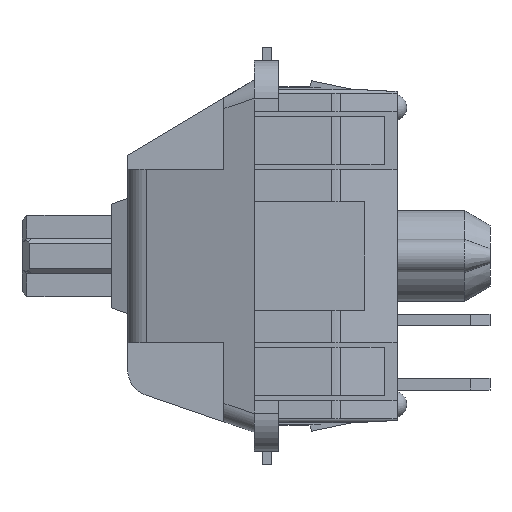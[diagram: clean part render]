
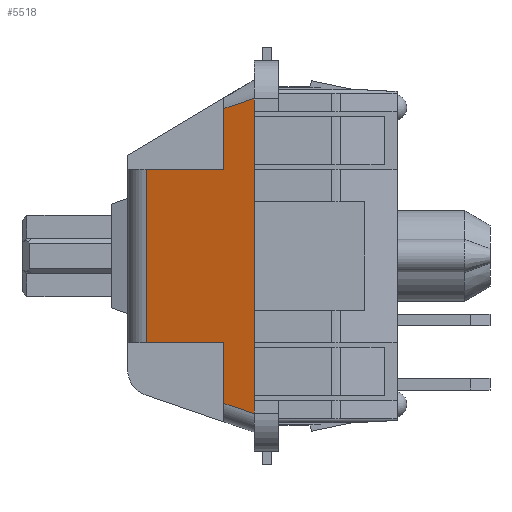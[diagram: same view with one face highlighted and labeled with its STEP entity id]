
A CAD part, left-side view. The second image highlights one B-rep face of the part: STEP entity #5518.
In plain terms, the highlighted planar face has unit normal (-0.961, 0.278, 0).
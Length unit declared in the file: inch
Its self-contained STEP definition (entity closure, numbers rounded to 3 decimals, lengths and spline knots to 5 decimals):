
#21 = DIRECTION ( 'NONE',  ( -0.264, -0.913, -0.312 ) ) ;
#29 = ORIENTED_EDGE ( 'NONE', *, *, #2197, .T. ) ;
#54 = EDGE_CURVE ( 'NONE', #7303, #667, #4695, .T. ) ;
#106 = DIRECTION ( 'NONE',  ( 0.278, 0.961, 0. ) ) ;
#439 = CARTESIAN_POINT ( 'NONE',  ( -0.275, 0.2375, 0.275 ) ) ;
#667 = VERTEX_POINT ( 'NONE', #5730 ) ;
#732 = ORIENTED_EDGE ( 'NONE', *, *, #7323, .F. ) ;
#791 = VECTOR ( 'NONE', #5382, 39.37008 ) ;
#839 = ORIENTED_EDGE ( 'NONE', *, *, #54, .T. ) ;
#1295 = CARTESIAN_POINT ( 'NONE',  ( -0.22619, 0.40612, 0.135 ) ) ;
#1444 = EDGE_CURVE ( 'NONE', #5228, #4849, #3064, .T. ) ;
#1521 = DIRECTION ( 'NONE',  ( 0.264, 0.913, -0.312 ) ) ;
#1873 = AXIS2_PLACEMENT_3D ( 'NONE', #4197, #8180, #106 ) ;
#2087 = DIRECTION ( 'NONE',  ( 0., 0., -1. ) ) ;
#2125 = LINE ( 'NONE', #2969, #7477 ) ;
#2170 = CARTESIAN_POINT ( 'NONE',  ( -0.275, 0.2375, 0.24615 ) ) ;
#2197 = EDGE_CURVE ( 'NONE', #667, #3028, #8876, .T. ) ;
#2270 = LINE ( 'NONE', #439, #4656 ) ;
#2410 = CARTESIAN_POINT ( 'NONE',  ( -0.26125, 0.285, 0.135 ) ) ;
#2565 = ORIENTED_EDGE ( 'NONE', *, *, #1444, .T. ) ;
#2969 = CARTESIAN_POINT ( 'NONE',  ( -0.31717, 0.09181, 0.135 ) ) ;
#3003 = DIRECTION ( 'NONE',  ( 0.278, 0.961, 0. ) ) ;
#3028 = VERTEX_POINT ( 'NONE', #9412 ) ;
#3064 = LINE ( 'NONE', #6265, #6286 ) ;
#3407 = CARTESIAN_POINT ( 'NONE',  ( -0.26125, 0.285, 0.2299 ) ) ;
#3755 = CARTESIAN_POINT ( 'NONE',  ( -0.22619, 0.40612, 0.275 ) ) ;
#4079 = FACE_OUTER_BOUND ( 'NONE', #7776, .T. ) ;
#4197 = CARTESIAN_POINT ( 'NONE',  ( -0.31717, 0.09181, 0.275 ) ) ;
#4509 = VERTEX_POINT ( 'NONE', #1295 ) ;
#4656 = VECTOR ( 'NONE', #2087, 39.37008 ) ;
#4695 = LINE ( 'NONE', #9421, #6679 ) ;
#4700 = CARTESIAN_POINT ( 'NONE',  ( -0.26125, 0.285, 0.275 ) ) ;
#4849 = VERTEX_POINT ( 'NONE', #3407 ) ;
#4941 = EDGE_CURVE ( 'NONE', #4849, #5428, #5455, .T. ) ;
#4992 = PLANE ( 'NONE',  #1873 ) ;
#5228 = VERTEX_POINT ( 'NONE', #2170 ) ;
#5382 = DIRECTION ( 'NONE',  ( 0., 0., -1. ) ) ;
#5428 = VERTEX_POINT ( 'NONE', #2410 ) ;
#5455 = LINE ( 'NONE', #7373, #6203 ) ;
#5485 = DIRECTION ( 'NONE',  ( -0.278, -0.961, 0. ) ) ;
#5518 = ADVANCED_FACE ( 'NONE', ( #4079 ), #4992, .F. ) ;
#5538 = LINE ( 'NONE', #3755, #791 ) ;
#5730 = CARTESIAN_POINT ( 'NONE',  ( -0.26125, 0.285, -0.135 ) ) ;
#6203 = VECTOR ( 'NONE', #7319, 39.37008 ) ;
#6265 = CARTESIAN_POINT ( 'NONE',  ( -0.22857, 0.3979, 0.19127 ) ) ;
#6286 = VECTOR ( 'NONE', #1521, 39.37008 ) ;
#6679 = VECTOR ( 'NONE', #5485, 39.37008 ) ;
#7050 = ORIENTED_EDGE ( 'NONE', *, *, #9132, .T. ) ;
#7191 = CARTESIAN_POINT ( 'NONE',  ( -0.27738, 0.22928, -0.24896 ) ) ;
#7303 = VERTEX_POINT ( 'NONE', #8212 ) ;
#7319 = DIRECTION ( 'NONE',  ( 0., 0., -1. ) ) ;
#7323 = EDGE_CURVE ( 'NONE', #5228, #8371, #2270, .T. ) ;
#7373 = CARTESIAN_POINT ( 'NONE',  ( -0.26125, 0.285, 0.275 ) ) ;
#7477 = VECTOR ( 'NONE', #3003, 39.37008 ) ;
#7755 = ORIENTED_EDGE ( 'NONE', *, *, #4941, .T. ) ;
#7776 = EDGE_LOOP ( 'NONE', ( #7755, #9484, #9198, #839, #29, #7050, #732, #2565 ) ) ;
#8180 = DIRECTION ( 'NONE',  ( 0.961, -0.278, 0. ) ) ;
#8212 = CARTESIAN_POINT ( 'NONE',  ( -0.22619, 0.40612, -0.135 ) ) ;
#8371 = VERTEX_POINT ( 'NONE', #8662 ) ;
#8662 = CARTESIAN_POINT ( 'NONE',  ( -0.275, 0.2375, -0.24615 ) ) ;
#8711 = VECTOR ( 'NONE', #21, 39.37008 ) ;
#8856 = EDGE_CURVE ( 'NONE', #5428, #4509, #2125, .T. ) ;
#8876 = LINE ( 'NONE', #4700, #9619 ) ;
#9132 = EDGE_CURVE ( 'NONE', #3028, #8371, #9346, .T. ) ;
#9198 = ORIENTED_EDGE ( 'NONE', *, *, #9512, .T. ) ;
#9346 = LINE ( 'NONE', #7191, #8711 ) ;
#9412 = CARTESIAN_POINT ( 'NONE',  ( -0.26125, 0.285, -0.2299 ) ) ;
#9421 = CARTESIAN_POINT ( 'NONE',  ( -0.31717, 0.09181, -0.135 ) ) ;
#9479 = DIRECTION ( 'NONE',  ( 0., 0., -1. ) ) ;
#9484 = ORIENTED_EDGE ( 'NONE', *, *, #8856, .T. ) ;
#9512 = EDGE_CURVE ( 'NONE', #4509, #7303, #5538, .T. ) ;
#9619 = VECTOR ( 'NONE', #9479, 39.37008 ) ;
